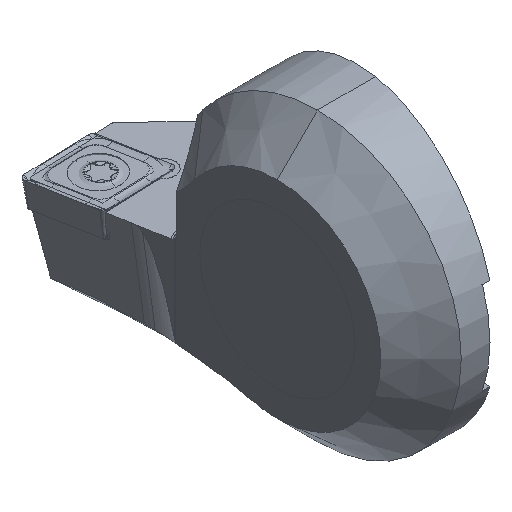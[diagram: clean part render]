
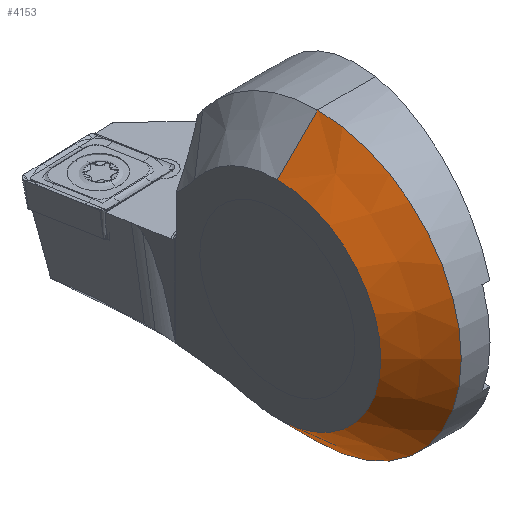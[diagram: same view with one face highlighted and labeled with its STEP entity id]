
A CAD part, isometric view. The second image highlights one B-rep face of the part: STEP entity #4153.
In plain terms, the highlighted conical face has half-angle 45 degrees and reference radius 12.5 mm.
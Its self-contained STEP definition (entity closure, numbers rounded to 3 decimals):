
#46 = DIRECTION ( 'NONE',  ( 0.707, 0., -0.707 ) ) ;
#94 = VERTEX_POINT ( 'NONE', #948 ) ;
#232 = CARTESIAN_POINT ( 'NONE',  ( -7., 0., 0. ) ) ;
#459 = CARTESIAN_POINT ( 'NONE',  ( -3.5, 0., -12.5 ) ) ;
#590 = CIRCLE ( 'NONE', #1033, 12.5 ) ;
#636 = AXIS2_PLACEMENT_3D ( 'NONE', #1275, #680, #3120 ) ;
#680 = DIRECTION ( 'NONE',  ( 1., 0., 0. ) ) ;
#897 = EDGE_CURVE ( 'NONE', #3068, #94, #590, .T. ) ;
#948 = CARTESIAN_POINT ( 'NONE',  ( -3.5, 0., 12.5 ) ) ;
#1033 = AXIS2_PLACEMENT_3D ( 'NONE', #3637, #1743, #2203 ) ;
#1079 = FACE_OUTER_BOUND ( 'NONE', #3845, .T. ) ;
#1199 = VECTOR ( 'NONE', #2106, 1000. ) ;
#1222 = CARTESIAN_POINT ( 'NONE',  ( -3.5, 0., -12.5 ) ) ;
#1275 = CARTESIAN_POINT ( 'NONE',  ( -3.5, 0., 0. ) ) ;
#1286 = ORIENTED_EDGE ( 'NONE', *, *, #2265, .T. ) ;
#1350 = CARTESIAN_POINT ( 'NONE',  ( -3.5, 0., 12.5 ) ) ;
#1566 = CONICAL_SURFACE ( 'NONE', #636, 12.5, 0.785 ) ;
#1568 = CIRCLE ( 'NONE', #3183, 9. ) ;
#1672 = CARTESIAN_POINT ( 'NONE',  ( -7., 0., 9. ) ) ;
#1743 = DIRECTION ( 'NONE',  ( -1., 0., 0. ) ) ;
#1856 = LINE ( 'NONE', #1350, #1199 ) ;
#2106 = DIRECTION ( 'NONE',  ( 0.707, 0., 0.707 ) ) ;
#2175 = ORIENTED_EDGE ( 'NONE', *, *, #897, .T. ) ;
#2203 = DIRECTION ( 'NONE',  ( 0., 0., 1. ) ) ;
#2219 = VERTEX_POINT ( 'NONE', #1672 ) ;
#2265 = EDGE_CURVE ( 'NONE', #4123, #3068, #2822, .T. ) ;
#2448 = VECTOR ( 'NONE', #46, 1000. ) ;
#2822 = LINE ( 'NONE', #459, #2448 ) ;
#2938 = CARTESIAN_POINT ( 'NONE',  ( -7., 0., -9. ) ) ;
#3068 = VERTEX_POINT ( 'NONE', #1222 ) ;
#3120 = DIRECTION ( 'NONE',  ( 0., 0., -1. ) ) ;
#3141 = EDGE_CURVE ( 'NONE', #4123, #2219, #1568, .T. ) ;
#3183 = AXIS2_PLACEMENT_3D ( 'NONE', #232, #4437, #4531 ) ;
#3406 = ORIENTED_EDGE ( 'NONE', *, *, #3141, .F. ) ;
#3637 = CARTESIAN_POINT ( 'NONE',  ( -3.5, 0., 0. ) ) ;
#3845 = EDGE_LOOP ( 'NONE', ( #4879, #3406, #1286, #2175 ) ) ;
#4123 = VERTEX_POINT ( 'NONE', #2938 ) ;
#4153 = ADVANCED_FACE ( 'NONE', ( #1079 ), #1566, .T. ) ;
#4202 = EDGE_CURVE ( 'NONE', #2219, #94, #1856, .T. ) ;
#4437 = DIRECTION ( 'NONE',  ( -1., 0., 0. ) ) ;
#4531 = DIRECTION ( 'NONE',  ( 0., 1., 0. ) ) ;
#4879 = ORIENTED_EDGE ( 'NONE', *, *, #4202, .F. ) ;
